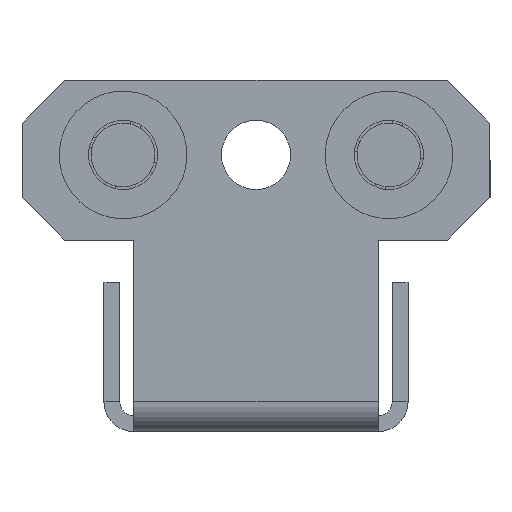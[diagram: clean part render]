
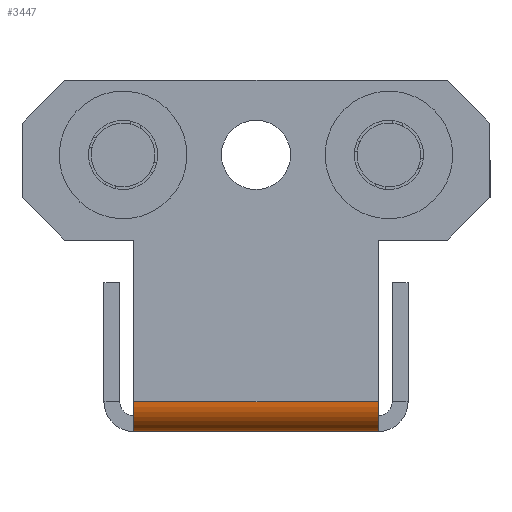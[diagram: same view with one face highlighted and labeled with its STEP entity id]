
A CAD part, left-side view. The second image highlights one B-rep face of the part: STEP entity #3447.
In plain terms, the highlighted cylindrical face has radius 2.8 mm (diameter 5.6 mm), a partial arc.
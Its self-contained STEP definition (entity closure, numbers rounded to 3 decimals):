
#114 = EDGE_CURVE ( 'NONE', #2008, #3871, #9944, .T. ) ;
#1237 = CARTESIAN_POINT ( 'NONE',  ( -258.7, 23., -1.5 ) ) ;
#1893 = DIRECTION ( 'NONE',  ( 0., 1., 0. ) ) ;
#2008 = VERTEX_POINT ( 'NONE', #11611 ) ;
#2222 = DIRECTION ( 'NONE',  ( 0., 0., -1. ) ) ;
#2421 = ORIENTED_EDGE ( 'NONE', *, *, #9492, .F. ) ;
#2565 = VECTOR ( 'NONE', #1893, 1000. ) ;
#2789 = CARTESIAN_POINT ( 'NONE',  ( -261.5, 23., 1.3 ) ) ;
#3024 = AXIS2_PLACEMENT_3D ( 'NONE', #7830, #12459, #2222 ) ;
#3254 = CIRCLE ( 'NONE', #3024, 2.8 ) ;
#3392 = DIRECTION ( 'NONE',  ( 0., 0., -1. ) ) ;
#3447 = ADVANCED_FACE ( 'NONE', ( #10876 ), #9670, .T. ) ;
#3871 = VERTEX_POINT ( 'NONE', #9320 ) ;
#4980 = VECTOR ( 'NONE', #6935, 1000. ) ;
#5853 = ORIENTED_EDGE ( 'NONE', *, *, #10004, .F. ) ;
#6376 = CARTESIAN_POINT ( 'NONE',  ( -258.7, 0., 1.3 ) ) ;
#6925 = ORIENTED_EDGE ( 'NONE', *, *, #13919, .F. ) ;
#6935 = DIRECTION ( 'NONE',  ( 0., -1., 0. ) ) ;
#7830 = CARTESIAN_POINT ( 'NONE',  ( -258.7, 23., 1.3 ) ) ;
#9139 = AXIS2_PLACEMENT_3D ( 'NONE', #6376, #12079, #9807 ) ;
#9157 = CARTESIAN_POINT ( 'NONE',  ( -258.7, 0., 1.3 ) ) ;
#9320 = CARTESIAN_POINT ( 'NONE',  ( -258.7, 0., -1.5 ) ) ;
#9492 = EDGE_CURVE ( 'NONE', #3871, #13810, #10079, .T. ) ;
#9623 = EDGE_LOOP ( 'NONE', ( #2421, #11130, #5853, #6925 ) ) ;
#9670 = CYLINDRICAL_SURFACE ( 'NONE', #9139, 2.8 ) ;
#9807 = DIRECTION ( 'NONE',  ( -1., 0., 0. ) ) ;
#9871 = VERTEX_POINT ( 'NONE', #2789 ) ;
#9944 = CIRCLE ( 'NONE', #13819, 2.8 ) ;
#10004 = EDGE_CURVE ( 'NONE', #9871, #2008, #13695, .T. ) ;
#10079 = LINE ( 'NONE', #11208, #2565 ) ;
#10876 = FACE_OUTER_BOUND ( 'NONE', #9623, .T. ) ;
#11130 = ORIENTED_EDGE ( 'NONE', *, *, #114, .F. ) ;
#11208 = CARTESIAN_POINT ( 'NONE',  ( -258.7, 0., -1.5 ) ) ;
#11611 = CARTESIAN_POINT ( 'NONE',  ( -261.5, 0., 1.3 ) ) ;
#12079 = DIRECTION ( 'NONE',  ( 0., -1., 0. ) ) ;
#12459 = DIRECTION ( 'NONE',  ( 0., 1., 0. ) ) ;
#13549 = CARTESIAN_POINT ( 'NONE',  ( -261.5, 0., 1.3 ) ) ;
#13695 = LINE ( 'NONE', #13549, #4980 ) ;
#13787 = DIRECTION ( 'NONE',  ( 0., -1., 0. ) ) ;
#13810 = VERTEX_POINT ( 'NONE', #1237 ) ;
#13819 = AXIS2_PLACEMENT_3D ( 'NONE', #9157, #13787, #3392 ) ;
#13919 = EDGE_CURVE ( 'NONE', #13810, #9871, #3254, .T. ) ;
